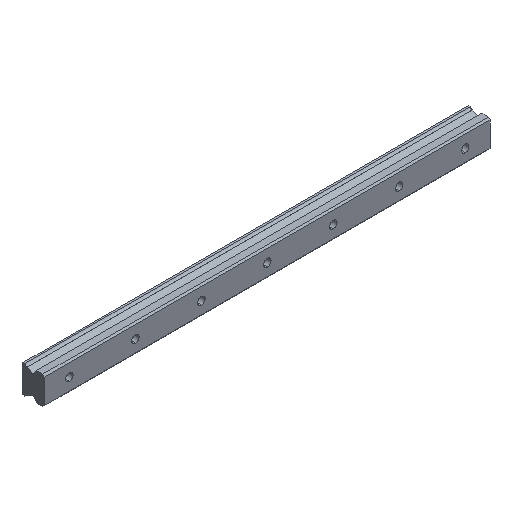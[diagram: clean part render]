
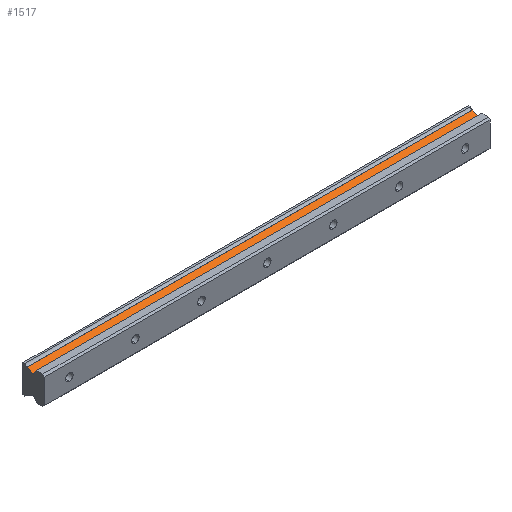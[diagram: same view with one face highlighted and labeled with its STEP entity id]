
A CAD part, isometric view. The second image highlights one B-rep face of the part: STEP entity #1517.
In plain terms, the highlighted planar face has unit normal (0, -0.499, 0.867).
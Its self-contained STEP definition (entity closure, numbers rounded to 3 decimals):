
#8 = CARTESIAN_POINT ( 'NONE',  ( 510., 21.02, 15.006 ) ) ;
#99 = DIRECTION ( 'NONE',  ( 0., -0.867, -0.499 ) ) ;
#209 = AXIS2_PLACEMENT_3D ( 'NONE', #1306, #1131, #1643 ) ;
#269 = VECTOR ( 'NONE', #99, 1000. ) ;
#271 = VECTOR ( 'NONE', #1711, 1000. ) ;
#297 = DIRECTION ( 'NONE',  ( -1., 0., 0. ) ) ;
#304 = VERTEX_POINT ( 'NONE', #305 ) ;
#305 = CARTESIAN_POINT ( 'NONE',  ( -30., 14.475, 11.24 ) ) ;
#357 = DIRECTION ( 'NONE',  ( 0., -0.867, -0.499 ) ) ;
#416 = CARTESIAN_POINT ( 'NONE',  ( 510., 21.02, 15.006 ) ) ;
#419 = EDGE_CURVE ( 'NONE', #509, #304, #1965, .T. ) ;
#493 = ORIENTED_EDGE ( 'NONE', *, *, #775, .F. ) ;
#499 = CARTESIAN_POINT ( 'NONE',  ( 510., 21.02, 15.006 ) ) ;
#509 = VERTEX_POINT ( 'NONE', #619 ) ;
#526 = FACE_OUTER_BOUND ( 'NONE', #1253, .T. ) ;
#545 = PLANE ( 'NONE',  #209 ) ;
#617 = CARTESIAN_POINT ( 'NONE',  ( 510., 14.475, 11.24 ) ) ;
#619 = CARTESIAN_POINT ( 'NONE',  ( -30., 21.02, 15.006 ) ) ;
#645 = ORIENTED_EDGE ( 'NONE', *, *, #1051, .F. ) ;
#703 = VERTEX_POINT ( 'NONE', #1482 ) ;
#718 = VECTOR ( 'NONE', #297, 1000. ) ;
#767 = VERTEX_POINT ( 'NONE', #8 ) ;
#775 = EDGE_CURVE ( 'NONE', #703, #304, #1842, .T. ) ;
#1051 = EDGE_CURVE ( 'NONE', #767, #703, #1798, .T. ) ;
#1104 = LINE ( 'NONE', #499, #271 ) ;
#1129 = ORIENTED_EDGE ( 'NONE', *, *, #419, .T. ) ;
#1131 = DIRECTION ( 'NONE',  ( 0., 0.499, -0.867 ) ) ;
#1253 = EDGE_LOOP ( 'NONE', ( #493, #645, #1416, #1129 ) ) ;
#1293 = VECTOR ( 'NONE', #357, 1000. ) ;
#1306 = CARTESIAN_POINT ( 'NONE',  ( 510., 21.02, 15.006 ) ) ;
#1416 = ORIENTED_EDGE ( 'NONE', *, *, #1420, .F. ) ;
#1420 = EDGE_CURVE ( 'NONE', #509, #767, #1104, .T. ) ;
#1482 = CARTESIAN_POINT ( 'NONE',  ( 510., 14.475, 11.24 ) ) ;
#1517 = ADVANCED_FACE ( 'NONE', ( #526 ), #545, .F. ) ;
#1643 = DIRECTION ( 'NONE',  ( 0., 0.867, 0.499 ) ) ;
#1711 = DIRECTION ( 'NONE',  ( 1., 0., 0. ) ) ;
#1723 = CARTESIAN_POINT ( 'NONE',  ( -30., 21.02, 15.006 ) ) ;
#1798 = LINE ( 'NONE', #416, #269 ) ;
#1842 = LINE ( 'NONE', #617, #718 ) ;
#1965 = LINE ( 'NONE', #1723, #1293 ) ;
